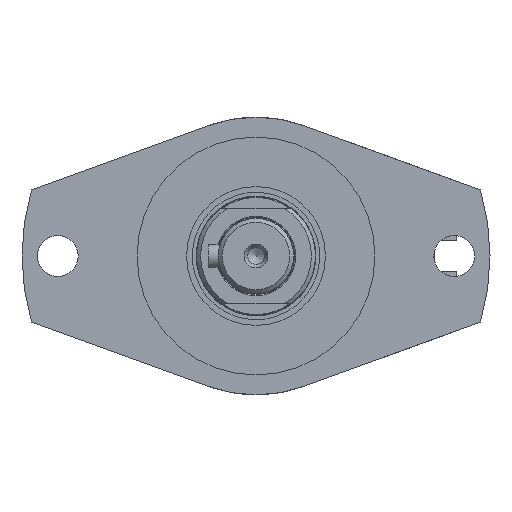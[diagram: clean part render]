
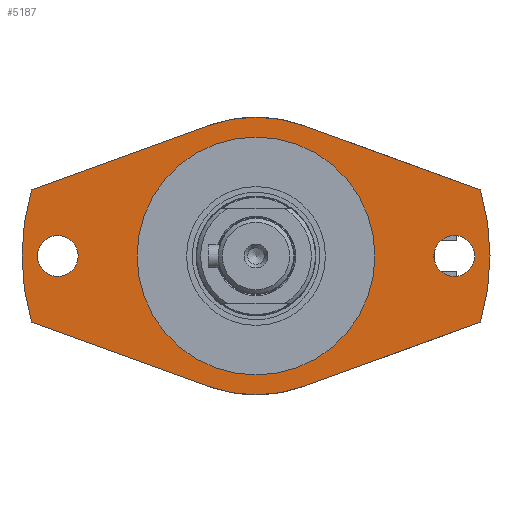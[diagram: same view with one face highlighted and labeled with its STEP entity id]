
A CAD part, left-side view. The second image highlights one B-rep face of the part: STEP entity #5187.
In plain terms, the highlighted planar face has unit normal (-1, 0, 0).
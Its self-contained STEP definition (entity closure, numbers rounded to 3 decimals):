
#415=FACE_BOUND('',#1707,.T.);
#416=FACE_BOUND('',#1708,.T.);
#417=FACE_BOUND('',#1709,.T.);
#603=LINE('',#8157,#987);
#606=LINE('',#8163,#990);
#610=LINE('',#8170,#994);
#613=LINE('',#8176,#997);
#987=VECTOR('',#6575,10.);
#990=VECTOR('',#6580,10.);
#994=VECTOR('',#6586,10.);
#997=VECTOR('',#6591,10.);
#1407=FACE_OUTER_BOUND('',#1706,.T.);
#1706=EDGE_LOOP('',(#4013,#4014,#4015,#4016,#4017,#4018,#4019,#4020));
#1707=EDGE_LOOP('',(#4021));
#1708=EDGE_LOOP('',(#4022));
#1709=EDGE_LOOP('',(#4023,#4024));
#2045=CIRCLE('',#5624,35.);
#2047=CIRCLE('',#5626,35.);
#2051=CIRCLE('',#5631,5.15);
#2054=CIRCLE('',#5635,5.15);
#2056=CIRCLE('',#5643,59.);
#2057=CIRCLE('',#5644,59.);
#2058=CIRCLE('',#5645,30.);
#2059=CIRCLE('',#5646,30.);
#2392=VERTEX_POINT('',#8122);
#2393=VERTEX_POINT('',#8124);
#2396=VERTEX_POINT('',#8130);
#2397=VERTEX_POINT('',#8132);
#2401=VERTEX_POINT('',#8142);
#2404=VERTEX_POINT('',#8150);
#2405=VERTEX_POINT('',#8154);
#2408=VERTEX_POINT('',#8162);
#2410=VERTEX_POINT('',#8168);
#2412=VERTEX_POINT('',#8173);
#2413=VERTEX_POINT('',#8182);
#2414=VERTEX_POINT('',#8183);
#2984=EDGE_CURVE('',#2393,#2392,#2045,.T.);
#2988=EDGE_CURVE('',#2397,#2396,#2047,.T.);
#2994=EDGE_CURVE('',#2401,#2401,#2051,.T.);
#2998=EDGE_CURVE('',#2404,#2404,#2054,.T.);
#3000=EDGE_CURVE('',#2392,#2405,#603,.T.);
#3003=EDGE_CURVE('',#2408,#2397,#606,.T.);
#3007=EDGE_CURVE('',#2396,#2410,#610,.T.);
#3010=EDGE_CURVE('',#2412,#2393,#613,.T.);
#3012=EDGE_CURVE('',#2408,#2405,#2056,.T.);
#3013=EDGE_CURVE('',#2412,#2410,#2057,.T.);
#3014=EDGE_CURVE('',#2413,#2414,#2058,.T.);
#3015=EDGE_CURVE('',#2414,#2413,#2059,.T.);
#4013=ORIENTED_EDGE('',*,*,#3010,.T.);
#4014=ORIENTED_EDGE('',*,*,#2984,.T.);
#4015=ORIENTED_EDGE('',*,*,#3000,.T.);
#4016=ORIENTED_EDGE('',*,*,#3012,.F.);
#4017=ORIENTED_EDGE('',*,*,#3003,.T.);
#4018=ORIENTED_EDGE('',*,*,#2988,.T.);
#4019=ORIENTED_EDGE('',*,*,#3007,.T.);
#4020=ORIENTED_EDGE('',*,*,#3013,.F.);
#4021=ORIENTED_EDGE('',*,*,#2994,.T.);
#4022=ORIENTED_EDGE('',*,*,#2998,.T.);
#4023=ORIENTED_EDGE('',*,*,#3014,.T.);
#4024=ORIENTED_EDGE('',*,*,#3015,.T.);
#4975=PLANE('',#5642);
#5187=ADVANCED_FACE('',(#1407,#415,#416,#417),#4975,.T.);
#5624=AXIS2_PLACEMENT_3D('',#8125,#6543,#6544);
#5626=AXIS2_PLACEMENT_3D('',#8133,#6549,#6550);
#5631=AXIS2_PLACEMENT_3D('',#8144,#6561,#6562);
#5635=AXIS2_PLACEMENT_3D('',#8152,#6570,#6571);
#5642=AXIS2_PLACEMENT_3D('',#8179,#6596,#6597);
#5643=AXIS2_PLACEMENT_3D('',#8180,#6598,#6599);
#5644=AXIS2_PLACEMENT_3D('',#8181,#6600,#6601);
#5645=AXIS2_PLACEMENT_3D('',#8184,#6602,#6603);
#5646=AXIS2_PLACEMENT_3D('',#8185,#6604,#6605);
#6543=DIRECTION('center_axis',(-1.,0.,0.));
#6544=DIRECTION('ref_axis',(0.,-0.342,0.94));
#6549=DIRECTION('center_axis',(-1.,0.,0.));
#6550=DIRECTION('ref_axis',(0.,0.342,-0.94));
#6561=DIRECTION('center_axis',(1.,0.,0.));
#6562=DIRECTION('ref_axis',(0.,0.,
-1.));
#6570=DIRECTION('center_axis',(1.,0.,0.));
#6571=DIRECTION('ref_axis',(0.,0.,
-1.));
#6575=DIRECTION('',(0.,-0.94,0.342));
#6580=DIRECTION('',(0.,0.94,0.342));
#6586=DIRECTION('',(0.,0.94,-0.342));
#6591=DIRECTION('',(0.,-0.94,-0.342));
#6596=DIRECTION('center_axis',(-1.,0.,0.));
#6597=DIRECTION('ref_axis',(0.,0.,
1.));
#6598=DIRECTION('center_axis',(1.,0.,0.));
#6599=DIRECTION('ref_axis',(0.,1.,0.));
#6600=DIRECTION('center_axis',(1.,0.,0.));
#6601=DIRECTION('ref_axis',(0.,1.,0.));
#6602=DIRECTION('center_axis',(1.,0.,0.));
#6603=DIRECTION('ref_axis',(0.,1.,0.));
#6604=DIRECTION('center_axis',(1.,0.,0.));
#6605=DIRECTION('ref_axis',(0.,1.,0.));
#8122=CARTESIAN_POINT('',(-195.7,-11.971,-32.889));
#8124=CARTESIAN_POINT('',(-195.7,11.971,-32.889));
#8125=CARTESIAN_POINT('Origin',(-195.7,0.,0.));
#8130=CARTESIAN_POINT('',(-195.7,11.971,32.889));
#8132=CARTESIAN_POINT('',(-195.7,-11.971,32.889));
#8133=CARTESIAN_POINT('Origin',(-195.7,0.,0.));
#8142=CARTESIAN_POINT('',(-195.7,-50.,5.15));
#8144=CARTESIAN_POINT('Origin',(-195.7,-50.,0.));
#8150=CARTESIAN_POINT('',(-195.7,50.,5.15));
#8152=CARTESIAN_POINT('Origin',(-195.7,50.,0.));
#8154=CARTESIAN_POINT('',(-195.7,-56.604,-16.644));
#8157=CARTESIAN_POINT('',(-195.7,7.677,-40.04));
#8162=CARTESIAN_POINT('',(-195.7,-56.604,16.644));
#8163=CARTESIAN_POINT('',(-195.7,-37.505,23.596));
#8168=CARTESIAN_POINT('',(-195.7,56.604,16.644));
#8170=CARTESIAN_POINT('',(-195.7,31.618,25.738));
#8173=CARTESIAN_POINT('',(-195.7,56.604,-16.644));
#8176=CARTESIAN_POINT('',(-195.7,76.799,-9.294));
#8179=CARTESIAN_POINT('Origin',(-195.7,44.5,0.));
#8180=CARTESIAN_POINT('Origin',(-195.7,0.,0.));
#8181=CARTESIAN_POINT('Origin',(-195.7,0.,0.));
#8182=CARTESIAN_POINT('',(-195.7,30.,0.));
#8183=CARTESIAN_POINT('',(-195.7,-30.,0.));
#8184=CARTESIAN_POINT('Origin',(-195.7,0.,0.));
#8185=CARTESIAN_POINT('Origin',(-195.7,0.,0.));
